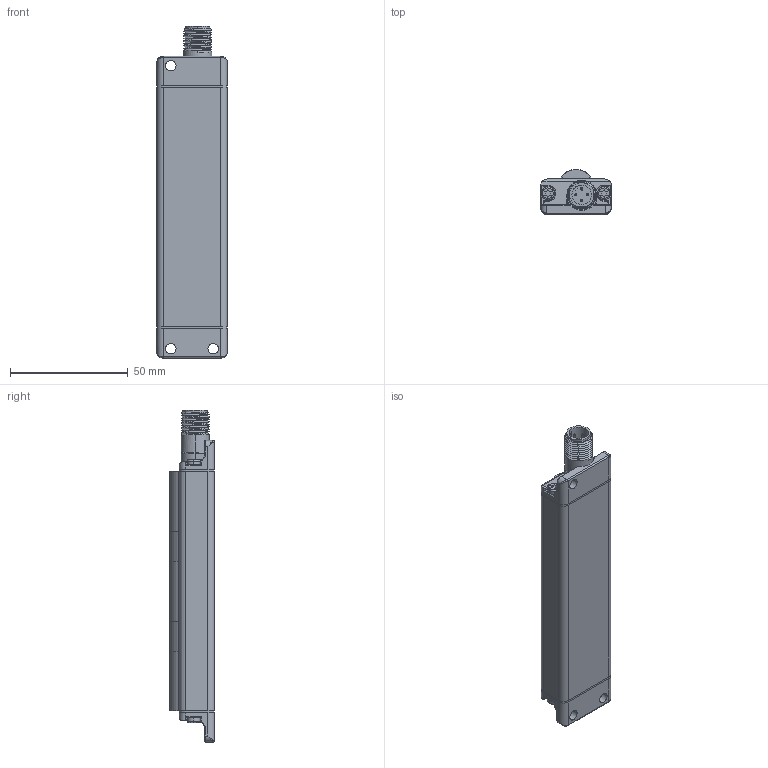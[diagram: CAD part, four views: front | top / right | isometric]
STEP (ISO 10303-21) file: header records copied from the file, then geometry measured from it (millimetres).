
FILE_DESCRIPTION((''),'2;1');
FILE_NAME('147727_ASM','2016-12-22T',('PDMAdmin'),('BANNER ENGINEERING'),'CREO PARAMETRIC BY PTC INC, 2016260','CREO PARAMETRIC BY PTC INC, 2016260','');
FILE_SCHEMA(('CONFIG_CONTROL_DESIGN'));
Length unit declared in the file: inch
Products named in the file (21): 147523_AF0; 69360_AF0; 69360_AF1; 147559; 50526; 50528; 50533; 147815_ASM; 36755; 147111; 67471; 147275; 08427; 15778; 129250_AF0; 129247_AF0; 129248_AF0; 129249_AF1; 127384_ASM; 147818_ASM; 147727_ASM
Assembly tree (25 placements, depth 4):
  147727_ASM
    147523_AF0
    69360_AF0
    69360_AF1
    147559
    147815_ASM
      50526
      50528
      50533
    36755  x4
    147818_ASM
      147111
      50528
      50533
      67471
      147275
      127384_ASM
        08427
        15778
        129250_AF0
        129247_AF0
        129248_AF0
        129249_AF1
Bounding box: 29.97 x 19.11 x 141 mm (x, y, z)
Volume: 29177.6 mm3; surface area: 35241.4 mm2
Topology: 22 solids, 27 shells, 761 faces, 1874 edges, 1195 vertices
Faces by surface type: plane 329, cylinder 310, bspline 54, torus 39, cone 21, sphere 8
Entity records: 28116 total; most frequent: CARTESIAN_POINT 11854, DIRECTION 3361, ORIENTED_EDGE 3272, EDGE_CURVE 1646, AXIS2_PLACEMENT_3D 1248, VERTEX_POINT 1047, VECTOR 865, LINE 865
